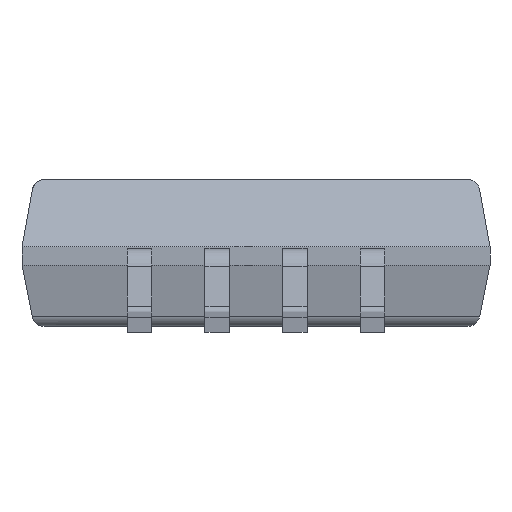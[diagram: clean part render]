
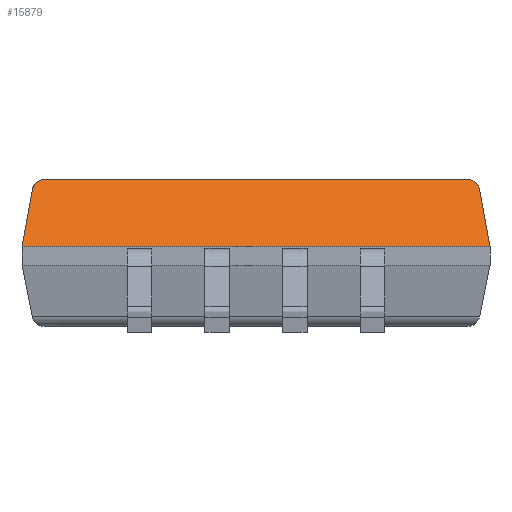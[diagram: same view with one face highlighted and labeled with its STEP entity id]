
A CAD part, front view. The second image highlights one B-rep face of the part: STEP entity #15879.
In plain terms, the highlighted planar face has unit normal (0, -0.809, 0.588).
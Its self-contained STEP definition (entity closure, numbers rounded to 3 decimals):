
#154 = VECTOR ( 'NONE', #2321, 1000. ) ;
#903 = LINE ( 'NONE', #16755, #154 ) ;
#1018 = CARTESIAN_POINT ( 'NONE',  ( 3.559, -3., 2.5 ) ) ;
#2060 = AXIS2_PLACEMENT_3D ( 'NONE', #6871, #9396, #12284 ) ;
#2243 = CARTESIAN_POINT ( 'NONE',  ( 3.458, -3., 2.5 ) ) ;
#2321 = DIRECTION ( 'NONE',  ( 0.145, -0.582, -0.8 ) ) ;
#2339 = CARTESIAN_POINT ( 'NONE',  ( -3.458, -3., 2.5 ) ) ;
#2416 = CARTESIAN_POINT ( 'NONE',  ( 3.458, -3., 2.5 ) ) ;
#2578 = VERTEX_POINT ( 'NONE', #16313 ) ;
#2742 = EDGE_LOOP ( 'NONE', ( #14880, #13272, #6296, #11488, #3421, #15549 ) ) ;
#3085 = PLANE ( 'NONE',  #2060 ) ;
#3421 = ORIENTED_EDGE ( 'NONE', *, *, #11840, .F. ) ;
#3683 = VERTEX_POINT ( 'NONE', #6894 ) ;
#3779 = VECTOR ( 'NONE', #13881, 1000. ) ;
#5314 = VERTEX_POINT ( 'NONE', #9551 ) ;
#6296 = ORIENTED_EDGE ( 'NONE', *, *, #9059, .F. ) ;
#6558 = EDGE_CURVE ( 'NONE', #9993, #15833, #11477, .T. ) ;
#6871 = CARTESIAN_POINT ( 'NONE',  ( 3.825, -3.8, 1.4 ) ) ;
#6894 = CARTESIAN_POINT ( 'NONE',  ( -3.655, -3.119, 2.336 ) ) ;
#7517 = CARTESIAN_POINT ( 'NONE',  ( -3.637, -3.047, 2.435 ) ) ;
#7681 = DIRECTION ( 'NONE',  ( 1., 0., 0. ) ) ;
#8023 = CARTESIAN_POINT ( 'NONE',  ( 3.825, -3.8, 1.4 ) ) ;
#8668 = CARTESIAN_POINT ( 'NONE',  ( -3.825, -3.8, 1.4 ) ) ;
#9059 = EDGE_CURVE ( 'NONE', #2578, #9993, #15224, .T. ) ;
#9245 = EDGE_CURVE ( 'NONE', #15833, #5314, #903, .T. ) ;
#9396 = DIRECTION ( 'NONE',  ( 0., 0.809, -0.588 ) ) ;
#9551 = CARTESIAN_POINT ( 'NONE',  ( 3.825, -3.8, 1.4 ) ) ;
#9628 = LINE ( 'NONE', #9889, #3779 ) ;
#9858 = DIRECTION ( 'NONE',  ( 1., 0., 0. ) ) ;
#9889 = CARTESIAN_POINT ( 'NONE',  ( -3.725, -3.4, 1.95 ) ) ;
#9993 = VERTEX_POINT ( 'NONE', #2416 ) ;
#10487 = CARTESIAN_POINT ( 'NONE',  ( 3.637, -3.047, 2.435 ) ) ;
#11477 =( BOUNDED_CURVE ( )  B_SPLINE_CURVE ( 3, ( #2243, #1018, #10487, #16763 ),
 .UNSPECIFIED., .F., .F. ) 
 B_SPLINE_CURVE_WITH_KNOTS ( ( 4, 4 ),
 ( 3.142, 4.533 ),
 .UNSPECIFIED. ) 
 CURVE ( )  GEOMETRIC_REPRESENTATION_ITEM ( )  RATIONAL_B_SPLINE_CURVE ( ( 1., 0.845, 0.845, 1. ) ) 
 REPRESENTATION_ITEM ( '' )  );
#11488 = ORIENTED_EDGE ( 'NONE', *, *, #15322, .F. ) ;
#11559 = VECTOR ( 'NONE', #7681, 1000. ) ;
#11840 = EDGE_CURVE ( 'NONE', #14940, #3683, #9628, .T. ) ;
#12284 = DIRECTION ( 'NONE',  ( -1., 0., 0. ) ) ;
#12374 = CARTESIAN_POINT ( 'NONE',  ( 3.655, -3.119, 2.336 ) ) ;
#13272 = ORIENTED_EDGE ( 'NONE', *, *, #6558, .F. ) ;
#13753 = FACE_OUTER_BOUND ( 'NONE', #2742, .T. ) ;
#13786 = CARTESIAN_POINT ( 'NONE',  ( 0., -3., 2.5 ) ) ;
#13881 = DIRECTION ( 'NONE',  ( 0.145, 0.582, 0.8 ) ) ;
#14221 = CARTESIAN_POINT ( 'NONE',  ( -3.559, -3., 2.5 ) ) ;
#14410 = EDGE_CURVE ( 'NONE', #14940, #5314, #14538, .T. ) ;
#14538 = LINE ( 'NONE', #8023, #11559 ) ;
#14880 = ORIENTED_EDGE ( 'NONE', *, *, #9245, .F. ) ;
#14940 = VERTEX_POINT ( 'NONE', #8668 ) ;
#15224 = LINE ( 'NONE', #13786, #15653 ) ;
#15322 = EDGE_CURVE ( 'NONE', #3683, #2578, #16543, .T. ) ;
#15509 = CARTESIAN_POINT ( 'NONE',  ( -3.655, -3.119, 2.336 ) ) ;
#15549 = ORIENTED_EDGE ( 'NONE', *, *, #14410, .T. ) ;
#15653 = VECTOR ( 'NONE', #9858, 1000. ) ;
#15833 = VERTEX_POINT ( 'NONE', #12374 ) ;
#15879 = ADVANCED_FACE ( 'NONE', ( #13753 ), #3085, .F. ) ;
#16313 = CARTESIAN_POINT ( 'NONE',  ( -3.458, -3., 2.5 ) ) ;
#16543 =( BOUNDED_CURVE ( )  B_SPLINE_CURVE ( 3, ( #15509, #7517, #14221, #2339 ),
 .UNSPECIFIED., .F., .F. ) 
 B_SPLINE_CURVE_WITH_KNOTS ( ( 4, 4 ),
 ( 4.892, 6.283 ),
 .UNSPECIFIED. ) 
 CURVE ( )  GEOMETRIC_REPRESENTATION_ITEM ( )  RATIONAL_B_SPLINE_CURVE ( ( 1., 0.845, 0.845, 1. ) ) 
 REPRESENTATION_ITEM ( '' )  );
#16755 = CARTESIAN_POINT ( 'NONE',  ( 3.725, -3.4, 1.95 ) ) ;
#16763 = CARTESIAN_POINT ( 'NONE',  ( 3.655, -3.119, 2.336 ) ) ;
